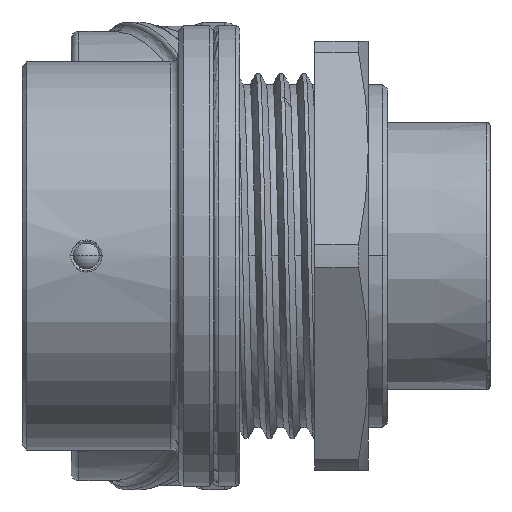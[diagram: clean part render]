
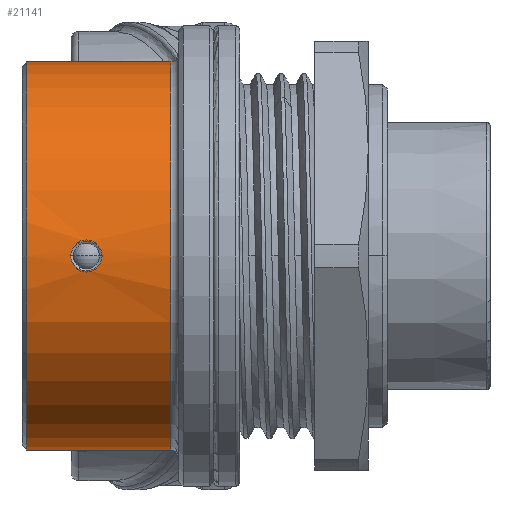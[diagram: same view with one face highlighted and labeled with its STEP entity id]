
A CAD part, left-side view. The second image highlights one B-rep face of the part: STEP entity #21141.
In plain terms, the highlighted cylindrical face has radius 12.65 mm (diameter 25.3 mm), a partial arc.
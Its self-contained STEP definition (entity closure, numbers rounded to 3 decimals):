
#4613=CARTESIAN_POINT('',(0.,-16.2,0.));
#4614=DIRECTION('',(0.,1.,0.));
#4615=DIRECTION('',(0.,0.,-1.));
#4616=AXIS2_PLACEMENT_3D('',#4613,#4614,#4615);
#4628=DIRECTION('',(0.,-1.,0.));
#4629=VECTOR('',#4628,9.4);
#4630=CARTESIAN_POINT('',(0.,-6.8,12.65));
#4631=LINE('',#4630,#4629);
#4632=CARTESIAN_POINT('',(-12.65,-9.68,0.));
#4633=CARTESIAN_POINT('',(-12.65,-9.68,-0.1));
#4634=CARTESIAN_POINT('',(-12.648,-9.712,
-0.289));
#4635=CARTESIAN_POINT('',(-12.639,-9.848,
-0.553));
#4636=CARTESIAN_POINT('',(-12.627,-10.074,
-0.775));
#4637=CARTESIAN_POINT('',(-12.617,-10.362,
-0.92));
#4638=CARTESIAN_POINT('',(-12.612,-10.687,
-0.973));
#4639=CARTESIAN_POINT('',(-12.616,-11.013,
-0.928));
#4640=CARTESIAN_POINT('',(-12.626,-11.304,
-0.792));
#4641=CARTESIAN_POINT('',(-12.638,-11.544,
-0.566));
#4642=CARTESIAN_POINT('',(-12.648,-11.685,
-0.299));
#4643=CARTESIAN_POINT('',(-12.65,-11.72,-0.103));
#4644=CARTESIAN_POINT('',(-12.65,-11.72,0.));
#4646=CARTESIAN_POINT('',(-12.65,-11.72,0.));
#4647=CARTESIAN_POINT('',(-12.65,-11.72,0.1));
#4648=CARTESIAN_POINT('',(-12.648,-11.688,
0.289));
#4649=CARTESIAN_POINT('',(-12.639,-11.552,
0.553));
#4650=CARTESIAN_POINT('',(-12.627,-11.326,
0.775));
#4651=CARTESIAN_POINT('',(-12.617,-11.038,
0.92));
#4652=CARTESIAN_POINT('',(-12.612,-10.713,
0.973));
#4653=CARTESIAN_POINT('',(-12.616,-10.387,
0.928));
#4654=CARTESIAN_POINT('',(-12.626,-10.096,
0.792));
#4655=CARTESIAN_POINT('',(-12.638,-9.856,
0.566));
#4656=CARTESIAN_POINT('',(-12.648,-9.715,
0.299));
#4657=CARTESIAN_POINT('',(-12.65,-9.68,0.103));
#4658=CARTESIAN_POINT('',(-12.65,-9.68,0.));
#4660=DIRECTION('',(0.,-1.,0.));
#4661=VECTOR('',#4660,9.4);
#4662=CARTESIAN_POINT('',(0.,-6.8,-12.65));
#4663=LINE('',#4662,#4661);
#5700=CARTESIAN_POINT('',(0.,-6.8,0.));
#5701=DIRECTION('',(0.,-1.,0.));
#5702=DIRECTION('',(0.,0.,1.));
#5703=AXIS2_PLACEMENT_3D('',#5700,#5701,#5702);
#11689=CARTESIAN_POINT('',(0.,-16.2,-12.65));
#11690=CARTESIAN_POINT('',(0.,-16.2,12.65));
#11691=VERTEX_POINT('',#11689);
#11692=VERTEX_POINT('',#11690);
#11693=CARTESIAN_POINT('',(0.,-6.8,-12.65));
#11694=VERTEX_POINT('',#11693);
#11695=CARTESIAN_POINT('',(0.,-6.8,12.65));
#11696=VERTEX_POINT('',#11695);
#11697=VERTEX_POINT('',#4632);
#11698=VERTEX_POINT('',#4644);
#21121=CARTESIAN_POINT('',(0.,-17.21,0.));
#21122=DIRECTION('',(0.,1.,0.));
#21123=DIRECTION('',(0.,0.,-1.));
#21124=AXIS2_PLACEMENT_3D('',#21121,#21122,#21123);
#21125=CYLINDRICAL_SURFACE('',#21124,12.65);
#21126=ORIENTED_EDGE('',*,*,#21110,.F.);
#21128=ORIENTED_EDGE('',*,*,#21127,.F.);
#21130=ORIENTED_EDGE('',*,*,#21129,.F.);
#21132=ORIENTED_EDGE('',*,*,#21131,.T.);
#21133=EDGE_LOOP('',(#21126,#21128,#21130,#21132));
#21134=FACE_OUTER_BOUND('',#21133,.F.);
#21136=ORIENTED_EDGE('',*,*,#21135,.T.);
#21138=ORIENTED_EDGE('',*,*,#21137,.T.);
#21139=EDGE_LOOP('',(#21136,#21138));
#21140=FACE_BOUND('',#21139,.F.);
#21141=ADVANCED_FACE('',(#21134,#21140),#21125,.T.);
#4617=CIRCLE('',#4616,12.65);
#4645=B_SPLINE_CURVE_WITH_KNOTS('',3,(#4632,#4633,#4634,#4635,#4636,#4637,#4638,
#4639,#4640,#4641,#4642,#4643,#4644),.UNSPECIFIED.,.F.,.F.,(4,1,1,1,1,1,1,1,1,1,
4),(0.,0.1,0.2,0.3,0.4,0.5,0.6,0.7,0.8,0.9,1.),
.UNSPECIFIED.);
#4659=B_SPLINE_CURVE_WITH_KNOTS('',3,(#4646,#4647,#4648,#4649,#4650,#4651,#4652,
#4653,#4654,#4655,#4656,#4657,#4658),.UNSPECIFIED.,.F.,.F.,(4,1,1,1,1,1,1,1,1,1,
4),(0.,0.1,0.2,0.3,0.4,0.5,0.6,0.7,0.8,0.9,1.),
.UNSPECIFIED.);
#5704=CIRCLE('',#5703,12.65);
#21110=EDGE_CURVE('',#11691,#11692,#4617,.T.);
#21127=EDGE_CURVE('',#11694,#11691,#4663,.T.);
#21129=EDGE_CURVE('',#11696,#11694,#5704,.T.);
#21131=EDGE_CURVE('',#11696,#11692,#4631,.T.);
#21135=EDGE_CURVE('',#11697,#11698,#4645,.T.);
#21137=EDGE_CURVE('',#11698,#11697,#4659,.T.);
